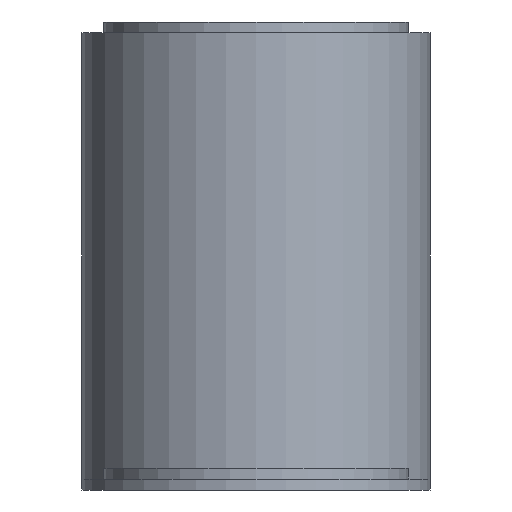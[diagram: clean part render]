
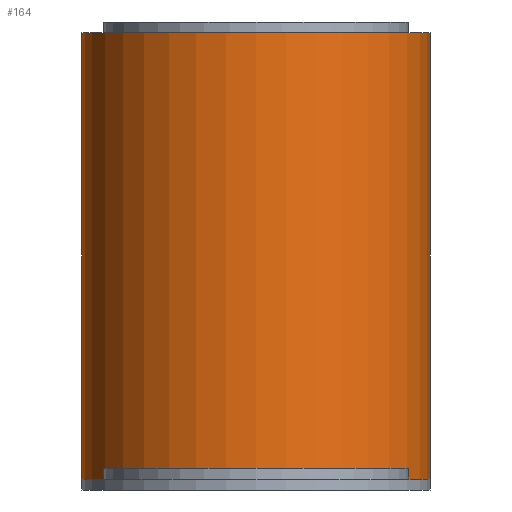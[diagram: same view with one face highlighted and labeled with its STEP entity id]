
A CAD part, front view. The second image highlights one B-rep face of the part: STEP entity #164.
In plain terms, the highlighted cylindrical face has radius 4 mm (diameter 8 mm), a full revolution.
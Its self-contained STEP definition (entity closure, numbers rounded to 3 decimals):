
#38=FACE_OUTER_BOUND('',#54,.T.);
#54=EDGE_LOOP('',(#141,#142,#143,#144));
#64=LINE('',#301,#70);
#70=VECTOR('',#255,4.);
#81=CIRCLE('',#202,4.);
#82=CIRCLE('',#203,4.);
#93=VERTEX_POINT('',#298);
#94=VERTEX_POINT('',#300);
#110=EDGE_CURVE('',#93,#93,#81,.T.);
#111=EDGE_CURVE('',#93,#94,#64,.T.);
#112=EDGE_CURVE('',#94,#94,#82,.T.);
#141=ORIENTED_EDGE('',*,*,#110,.F.);
#142=ORIENTED_EDGE('',*,*,#111,.T.);
#143=ORIENTED_EDGE('',*,*,#112,.T.);
#144=ORIENTED_EDGE('',*,*,#111,.F.);
#154=CYLINDRICAL_SURFACE('',#201,4.);
#164=ADVANCED_FACE('',(#38),#154,.T.);
#201=AXIS2_PLACEMENT_3D('',#297,#251,#252);
#202=AXIS2_PLACEMENT_3D('',#299,#253,#254);
#203=AXIS2_PLACEMENT_3D('',#302,#256,#257);
#251=DIRECTION('center_axis',(0.,0.,1.));
#252=DIRECTION('ref_axis',(1.,0.,0.));
#253=DIRECTION('center_axis',(0.,0.,1.));
#254=DIRECTION('ref_axis',(1.,0.,0.));
#255=DIRECTION('',(0.,0.,-1.));
#256=DIRECTION('center_axis',(0.,0.,1.));
#257=DIRECTION('ref_axis',(1.,0.,0.));
#297=CARTESIAN_POINT('Origin',(12.5,9.,0.));
#298=CARTESIAN_POINT('',(8.5,9.,10.25));
#299=CARTESIAN_POINT('Origin',(12.5,9.,10.25));
#300=CARTESIAN_POINT('',(8.5,9.,0.));
#301=CARTESIAN_POINT('',(8.5,9.,0.));
#302=CARTESIAN_POINT('Origin',(12.5,9.,0.));
